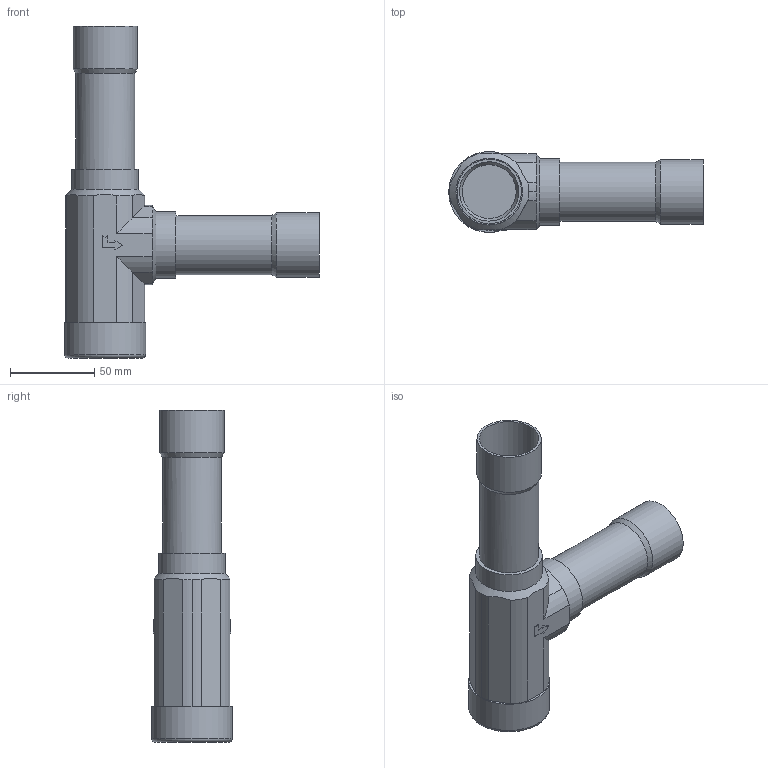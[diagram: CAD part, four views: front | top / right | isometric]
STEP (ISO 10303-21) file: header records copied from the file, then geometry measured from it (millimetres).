
FILE_DESCRIPTION(('TFLEX Exchange Step'),'2;1');
FILE_NAME('020-1034R.stp', '2023-12-11T17:17:17+03:00',('RUCO2978'),('Unknown organisation'),'TFLEX Exchange 2022.1','T-FLEX CAD','Unknown authorisation');
FILE_SCHEMA( ('AP242_MANAGED_MODEL_BASED_3D_ENGINEERING_MIM_LF {1 0 10303 442 1 1 4 }') );
Length unit declared in the file: millimetre
Products named in the file (1): Nodes
Bounding box: 151 x 48 x 197 mm (x, y, z)
Volume: 227860 mm3; surface area: 61558.6 mm2
Topology: 1 solids, 1 shells, 80 faces, 214 edges, 143 vertices
Faces by surface type: plane 42, cylinder 31, cone 6, torus 1
Full cylindrical faces by diameter (mm): 32 x2, 35 x2, 35.2 x2, 38.2 x2, 39.5 x2, 48 x1
Entity records: 3209 total; most frequent: CARTESIAN_POINT 1169, ORIENTED_EDGE 428, DIRECTION 406, EDGE_CURVE 214, AXIS2_PLACEMENT_3D 144, VERTEX_POINT 143, VECTOR 118, LINE 118
